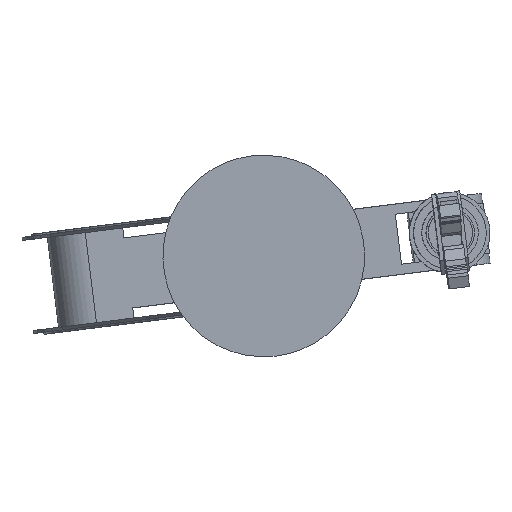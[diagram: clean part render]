
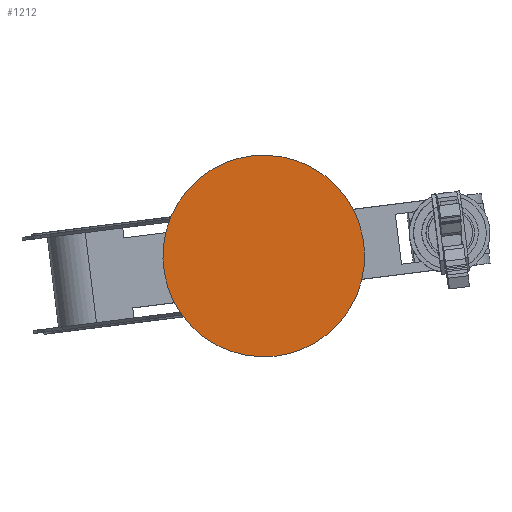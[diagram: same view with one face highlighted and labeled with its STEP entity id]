
A CAD part, front view. The second image highlights one B-rep face of the part: STEP entity #1212.
In plain terms, the highlighted free-form (B-spline) face has degree [1, 1] with [2, 2] control points.
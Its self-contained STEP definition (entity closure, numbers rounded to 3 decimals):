
#399 = VERTEX_POINT('',#400);
#400 = CARTESIAN_POINT('',(103.296,-70.097,
    135.078));
#405 = EDGE_CURVE('',#399,#406,#408,.T.);
#406 = VERTEX_POINT('',#407);
#407 = CARTESIAN_POINT('',(103.296,-70.097,
    24.535));
#408 = ( BOUNDED_CURVE() B_SPLINE_CURVE(2,(#409,#410,#411,#412,#413),
.UNSPECIFIED.,.F.,.F.) B_SPLINE_CURVE_WITH_KNOTS((3,2,3),(0.,
1.571,3.142),.PIECEWISE_BEZIER_KNOTS.) CURVE() 
GEOMETRIC_REPRESENTATION_ITEM() RATIONAL_B_SPLINE_CURVE((1.,
0.707,1.,0.707,1.)) REPRESENTATION_ITEM('') );
#409 = CARTESIAN_POINT('',(103.296,-70.097,
    135.078));
#410 = CARTESIAN_POINT('',(158.567,-70.097,
    135.078));
#411 = CARTESIAN_POINT('',(158.567,-70.097,
    79.806));
#412 = CARTESIAN_POINT('',(158.567,-70.097,
    24.535));
#413 = CARTESIAN_POINT('',(103.296,-70.097,
    24.535));
#1194 = EDGE_CURVE('',#406,#399,#1195,.T.);
#1195 = ( BOUNDED_CURVE() B_SPLINE_CURVE(2,(#1196,#1197,#1198,#1199,
#1200),.UNSPECIFIED.,.F.,.F.) B_SPLINE_CURVE_WITH_KNOTS((3,2,3),(
    3.142,4.712,6.283),
.PIECEWISE_BEZIER_KNOTS.) CURVE() GEOMETRIC_REPRESENTATION_ITEM() 
RATIONAL_B_SPLINE_CURVE((1.,0.707,1.,0.707,1.)) 
REPRESENTATION_ITEM('') );
#1196 = CARTESIAN_POINT('',(103.296,-70.097,
    24.535));
#1197 = CARTESIAN_POINT('',(48.024,-70.097,
    24.535));
#1198 = CARTESIAN_POINT('',(48.024,-70.097,
    79.806));
#1199 = CARTESIAN_POINT('',(48.024,-70.097,
    135.078));
#1200 = CARTESIAN_POINT('',(103.296,-70.097,
    135.078));
#1212 = ADVANCED_FACE('',(#1213),#1217,.F.);
#1213 = FACE_BOUND('',#1214,.T.);
#1214 = EDGE_LOOP('',(#1215,#1216));
#1215 = ORIENTED_EDGE('',*,*,#1194,.F.);
#1216 = ORIENTED_EDGE('',*,*,#405,.F.);
#1217 = B_SPLINE_SURFACE_WITH_KNOTS('',1,1,(
    (#1218,#1219)
    ,(#1220,#1221
    )),.UNSPECIFIED.,.F.,.F.,.F.,(2,2),(2,2),(-50.,50.),(-50.,50.),
  .PIECEWISE_BEZIER_KNOTS.);
#1218 = CARTESIAN_POINT('',(48.024,-70.097,
    24.535));
#1219 = CARTESIAN_POINT('',(158.567,-70.097,
    24.535));
#1220 = CARTESIAN_POINT('',(48.024,-70.097,
    135.078));
#1221 = CARTESIAN_POINT('',(158.567,-70.097,
    135.078));
